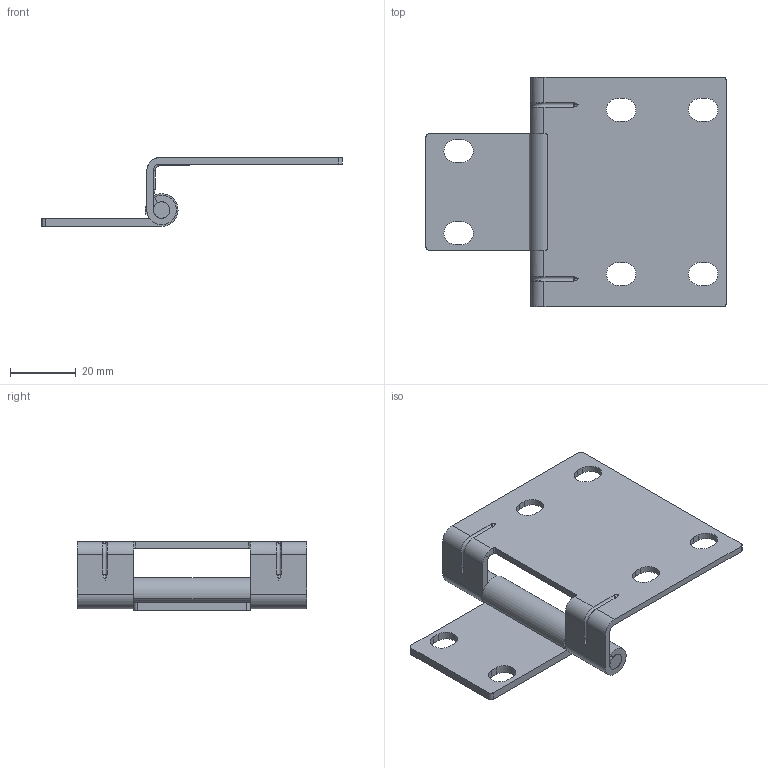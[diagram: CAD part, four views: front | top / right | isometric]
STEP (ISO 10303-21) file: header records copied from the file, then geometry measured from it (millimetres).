
FILE_DESCRIPTION(/* description */ (''),/* implementation_level */ '2;1');
FILE_NAME(/* name */ 'JL273',/* time_stamp */ '2024-10-07T16:52:41+08:00',/* author */ (''),/* organization */ (''),/* preprocessor_version */ 'ST-DEVELOPER v19.2',/* originating_system */ 'Rhino 8.5',/* authorisation */ '');
FILE_SCHEMA (('CONFIG_CONTROL_DESIGN'));
Length unit declared in the file: millimetre
Products named in the file (1): Document
Bounding box: 91.5 x 70 x 21 mm (x, y, z)
Volume: 5999.3 mm3; surface area: 16157.4 mm2
Topology: 2 solids, 3 shells, 100 faces, 295 edges, 176 vertices
Faces by surface type: cylinder 42, plane 36, bspline 22
Entity records: 4585 total; most frequent: CARTESIAN_POINT 2214, ORIENTED_EDGE 538, DIRECTION 330, EDGE_CURVE 279, AXIS2_PLACEMENT_3D 203, VERTEX_POINT 176, TRIMMED_CURVE 124, CIRCLE 124
